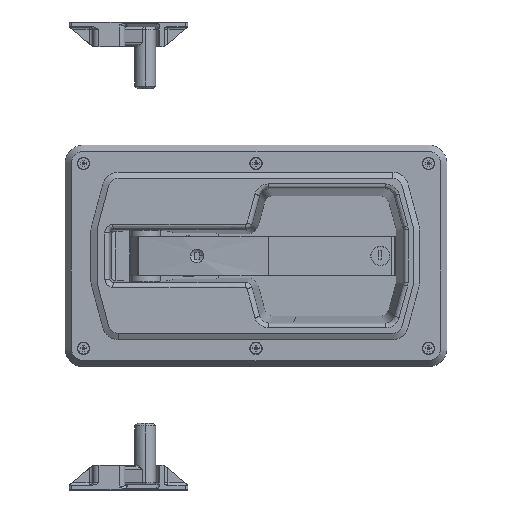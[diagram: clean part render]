
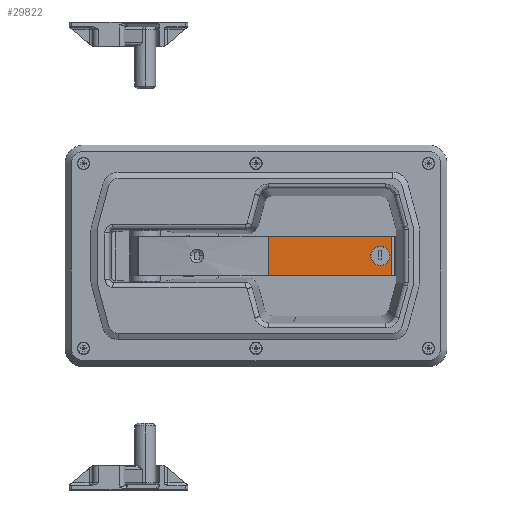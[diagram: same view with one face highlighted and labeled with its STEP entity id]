
A CAD part, top view. The second image highlights one B-rep face of the part: STEP entity #29822.
In plain terms, the highlighted face is planar.
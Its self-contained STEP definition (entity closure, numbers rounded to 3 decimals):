
#1081 = LINE ( 'NONE', #32724, #6695 ) ;
#1636 = VERTEX_POINT ( 'NONE', #34211 ) ;
#2272 = EDGE_LOOP ( 'NONE', ( #23257, #3984 ) ) ;
#2867 = CIRCLE ( 'NONE', #15985, 7.75 ) ;
#3984 = ORIENTED_EDGE ( 'NONE', *, *, #16456, .F. ) ;
#6695 = VECTOR ( 'NONE', #17671, 1000. ) ;
#6832 = EDGE_CURVE ( 'NONE', #1636, #30513, #34027, .T. ) ;
#7016 = CARTESIAN_POINT ( 'NONE',  ( 191., 32., 0. ) ) ;
#7017 = ORIENTED_EDGE ( 'NONE', *, *, #6832, .F. ) ;
#8537 = CARTESIAN_POINT ( 'NONE',  ( 200.389, 32., -16. ) ) ;
#9176 = VECTOR ( 'NONE', #35611, 1000. ) ;
#10271 = EDGE_CURVE ( 'NONE', #1636, #18151, #1081, .T. ) ;
#10722 = EDGE_LOOP ( 'NONE', ( #22856, #32434, #7017, #23273 ) ) ;
#12114 = VERTEX_POINT ( 'NONE', #33866 ) ;
#13335 = EDGE_CURVE ( 'NONE', #38427, #12114, #2867, .T. ) ;
#14294 = CARTESIAN_POINT ( 'NONE',  ( 191., 32., 0. ) ) ;
#14834 = AXIS2_PLACEMENT_3D ( 'NONE', #7016, #27995, #31018 ) ;
#14962 = CARTESIAN_POINT ( 'NONE',  ( 100., 32., -16. ) ) ;
#15985 = AXIS2_PLACEMENT_3D ( 'NONE', #14294, #38258, #20348 ) ;
#16377 = FACE_OUTER_BOUND ( 'NONE', #10722, .T. ) ;
#16456 = EDGE_CURVE ( 'NONE', #12114, #38427, #21086, .T. ) ;
#16649 = LINE ( 'NONE', #38744, #22294 ) ;
#17671 = DIRECTION ( 'NONE',  ( 0., 0., -1. ) ) ;
#18151 = VERTEX_POINT ( 'NONE', #8537 ) ;
#19381 = CARTESIAN_POINT ( 'NONE',  ( 100., 32., -16. ) ) ;
#20348 = DIRECTION ( 'NONE',  ( 0., 0., 1. ) ) ;
#21086 = CIRCLE ( 'NONE', #14834, 7.75 ) ;
#21262 = DIRECTION ( 'NONE',  ( 0., -1., 0. ) ) ;
#21691 = VECTOR ( 'NONE', #22270, 1000. ) ;
#22010 = EDGE_CURVE ( 'NONE', #30513, #31370, #16649, .T. ) ;
#22270 = DIRECTION ( 'NONE',  ( -1., 0., 0. ) ) ;
#22294 = VECTOR ( 'NONE', #23835, 1000. ) ;
#22775 = AXIS2_PLACEMENT_3D ( 'NONE', #36003, #21262, #27254 ) ;
#22856 = ORIENTED_EDGE ( 'NONE', *, *, #36701, .T. ) ;
#23257 = ORIENTED_EDGE ( 'NONE', *, *, #13335, .F. ) ;
#23273 = ORIENTED_EDGE ( 'NONE', *, *, #10271, .T. ) ;
#23835 = DIRECTION ( 'NONE',  ( 0., 0., -1. ) ) ;
#26857 = PLANE ( 'NONE',  #22775 ) ;
#27254 = DIRECTION ( 'NONE',  ( 0., 0., -1. ) ) ;
#27995 = DIRECTION ( 'NONE',  ( 0., 1., 0. ) ) ;
#29822 = ADVANCED_FACE ( 'NONE', ( #35120, #16377 ), #26857, .F. ) ;
#30513 = VERTEX_POINT ( 'NONE', #33980 ) ;
#31018 = DIRECTION ( 'NONE',  ( 0., 0., 1. ) ) ;
#31370 = VERTEX_POINT ( 'NONE', #14962 ) ;
#32171 = CARTESIAN_POINT ( 'NONE',  ( 191., 32., 7.75 ) ) ;
#32434 = ORIENTED_EDGE ( 'NONE', *, *, #22010, .F. ) ;
#32624 = CARTESIAN_POINT ( 'NONE',  ( 100., 32., 16. ) ) ;
#32724 = CARTESIAN_POINT ( 'NONE',  ( 200.389, 32., 16. ) ) ;
#33866 = CARTESIAN_POINT ( 'NONE',  ( 191., 32., -7.75 ) ) ;
#33980 = CARTESIAN_POINT ( 'NONE',  ( 100., 32., 16. ) ) ;
#34027 = LINE ( 'NONE', #32624, #9176 ) ;
#34211 = CARTESIAN_POINT ( 'NONE',  ( 200.389, 32., 16. ) ) ;
#35120 = FACE_BOUND ( 'NONE', #2272, .T. ) ;
#35611 = DIRECTION ( 'NONE',  ( -1., 0., 0. ) ) ;
#36003 = CARTESIAN_POINT ( 'NONE',  ( 100., 32., 16. ) ) ;
#36701 = EDGE_CURVE ( 'NONE', #18151, #31370, #37584, .T. ) ;
#37584 = LINE ( 'NONE', #19381, #21691 ) ;
#38258 = DIRECTION ( 'NONE',  ( 0., 1., 0. ) ) ;
#38427 = VERTEX_POINT ( 'NONE', #32171 ) ;
#38744 = CARTESIAN_POINT ( 'NONE',  ( 100., 32., 16. ) ) ;
